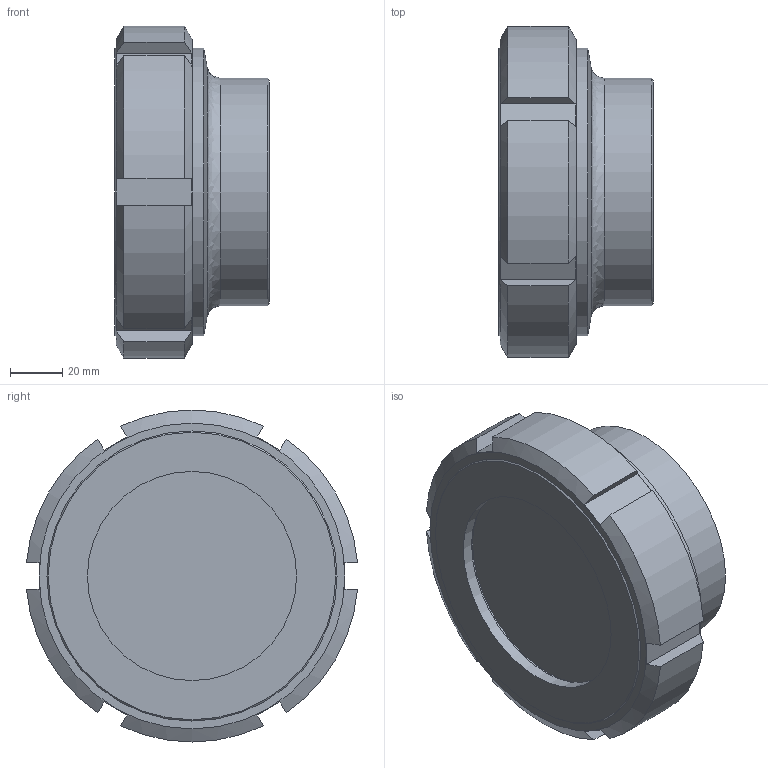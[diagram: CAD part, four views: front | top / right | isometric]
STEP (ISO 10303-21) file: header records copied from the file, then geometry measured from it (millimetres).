
FILE_DESCRIPTION((''),'2;1');
FILE_NAME('62100080X200.stp','2010-10-29T12:40:37',('Creator'),(''),'Autodesk Inventor 2010','Autodesk Inventor 2010','');
FILE_SCHEMA(('AUTOMOTIVE_DESIGN { 1 0 10303 214 1 1 1 1 }'));
Length unit declared in the file: millimetre
Products named in the file (1): 62100080X200
Bounding box: 59 x 126.61 x 127 mm (x, y, z)
Volume: 313967.9 mm3; surface area: 72938.1 mm2
Topology: 1 solids, 4 shells, 73 faces, 159 edges, 101 vertices
Faces by surface type: plane 33, cylinder 20, cone 17, torus 2, bspline 1
Full cylindrical faces by diameter (mm): 80 x1, 81 x2, 81.5 x1, 85 x1, 87 x1, 94.8 x1, 95 x1, 100 x1, 101 x1, 104.29 x1, 105 x1, 110 x1, 110.4 x1
Entity records: 1877 total; most frequent: CARTESIAN_POINT 440, DIRECTION 288, ORIENTED_EDGE 262, AXIS2_PLACEMENT_3D 132, EDGE_CURVE 131, EDGE_LOOP 108, VERTEX_POINT 95, FACE_OUTER_BOUND 73
